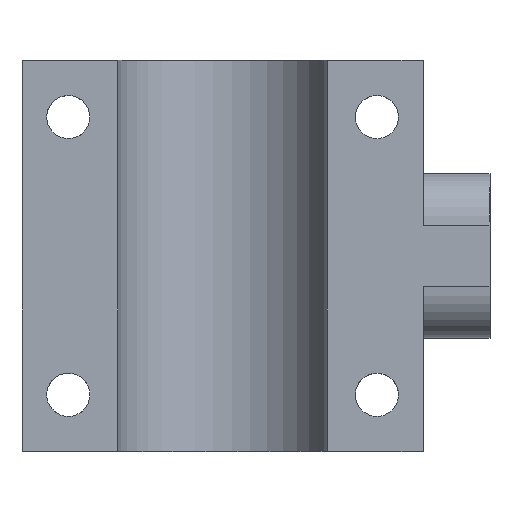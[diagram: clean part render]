
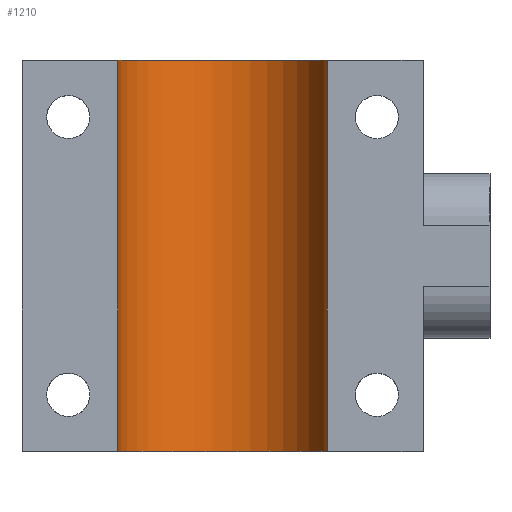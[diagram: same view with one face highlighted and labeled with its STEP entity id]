
A CAD part, top view. The second image highlights one B-rep face of the part: STEP entity #1210.
In plain terms, the highlighted cylindrical face has radius 10.25 mm (diameter 20.5 mm), a partial arc.
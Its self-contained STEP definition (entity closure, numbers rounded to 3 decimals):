
#32 = PLANE('',#33);
#33 = AXIS2_PLACEMENT_3D('',#34,#35,#36);
#34 = CARTESIAN_POINT('',(26.,0.,-1.));
#35 = DIRECTION('',(0.,0.,-1.));
#36 = DIRECTION('',(-1.,0.,0.));
#136 = VERTEX_POINT('',#137);
#137 = CARTESIAN_POINT('',(10.201,-38.,-1.));
#151 = PLANE('',#152);
#152 = AXIS2_PLACEMENT_3D('',#153,#154,#155);
#153 = CARTESIAN_POINT('',(5.884,-38.,-8.582));
#154 = DIRECTION('',(0.,-1.,0.));
#155 = DIRECTION('',(0.,0.,-1.));
#163 = EDGE_CURVE('',#164,#136,#166,.T.);
#164 = VERTEX_POINT('',#165);
#165 = CARTESIAN_POINT('',(10.201,0.,-1.));
#166 = SURFACE_CURVE('',#167,(#171,#178),.PCURVE_S1.);
#167 = LINE('',#168,#169);
#168 = CARTESIAN_POINT('',(10.201,0.,-1.));
#169 = VECTOR('',#170,1.);
#170 = DIRECTION('',(0.,-1.,0.));
#171 = PCURVE('',#32,#172);
#172 = DEFINITIONAL_REPRESENTATION('',(#173),#177);
#173 = LINE('',#174,#175);
#174 = CARTESIAN_POINT('',(15.799,0.));
#175 = VECTOR('',#176,1.);
#176 = DIRECTION('',(0.,-1.));
#177 = ( GEOMETRIC_REPRESENTATION_CONTEXT(2) 
PARAMETRIC_REPRESENTATION_CONTEXT() REPRESENTATION_CONTEXT('2D SPACE',''
  ) );
#178 = PCURVE('',#179,#184);
#179 = CYLINDRICAL_SURFACE('',#180,10.25);
#180 = AXIS2_PLACEMENT_3D('',#181,#182,#183);
#181 = CARTESIAN_POINT('',(0.,0.,0.)
  );
#182 = DIRECTION('',(0.,1.,0.));
#183 = DIRECTION('',(0.,0.,-1.));
#184 = DEFINITIONAL_REPRESENTATION('',(#185),#189);
#185 = LINE('',#186,#187);
#186 = CARTESIAN_POINT('',(-7.756,0.));
#187 = VECTOR('',#188,1.);
#188 = DIRECTION('',(-0.,-1.));
#189 = ( GEOMETRIC_REPRESENTATION_CONTEXT(2) 
PARAMETRIC_REPRESENTATION_CONTEXT() REPRESENTATION_CONTEXT('2D SPACE',''
  ) );
#207 = PLANE('',#208);
#208 = AXIS2_PLACEMENT_3D('',#209,#210,#211);
#209 = CARTESIAN_POINT('',(5.884,0.,
    -8.582));
#210 = DIRECTION('',(0.,-1.,0.));
#211 = DIRECTION('',(0.,0.,-1.));
#908 = EDGE_CURVE('',#909,#164,#911,.T.);
#909 = VERTEX_POINT('',#910);
#910 = CARTESIAN_POINT('',(-10.201,0.,-1.));
#911 = SURFACE_CURVE('',#912,(#917,#924),.PCURVE_S1.);
#912 = CIRCLE('',#913,10.25);
#913 = AXIS2_PLACEMENT_3D('',#914,#915,#916);
#914 = CARTESIAN_POINT('',(0.,0.,0.)
  );
#915 = DIRECTION('',(0.,-1.,0.));
#916 = DIRECTION('',(0.,0.,-1.));
#917 = PCURVE('',#207,#918);
#918 = DEFINITIONAL_REPRESENTATION('',(#919),#923);
#919 = CIRCLE('',#920,10.25);
#920 = AXIS2_PLACEMENT_2D('',#921,#922);
#921 = CARTESIAN_POINT('',(-8.582,-5.884));
#922 = DIRECTION('',(1.,0.));
#923 = ( GEOMETRIC_REPRESENTATION_CONTEXT(2) 
PARAMETRIC_REPRESENTATION_CONTEXT() REPRESENTATION_CONTEXT('2D SPACE',''
  ) );
#924 = PCURVE('',#179,#925);
#925 = DEFINITIONAL_REPRESENTATION('',(#926),#930);
#926 = LINE('',#927,#928);
#927 = CARTESIAN_POINT('',(-0.,0.));
#928 = VECTOR('',#929,1.);
#929 = DIRECTION('',(-1.,0.));
#930 = ( GEOMETRIC_REPRESENTATION_CONTEXT(2) 
PARAMETRIC_REPRESENTATION_CONTEXT() REPRESENTATION_CONTEXT('2D SPACE',''
  ) );
#948 = PLANE('',#949);
#949 = AXIS2_PLACEMENT_3D('',#950,#951,#952);
#950 = CARTESIAN_POINT('',(-10.201,0.,-1.));
#951 = DIRECTION('',(0.,0.,-1.));
#952 = DIRECTION('',(-1.,0.,0.));
#1071 = EDGE_CURVE('',#1072,#136,#1074,.T.);
#1072 = VERTEX_POINT('',#1073);
#1073 = CARTESIAN_POINT('',(-10.201,-38.,-1.));
#1074 = SURFACE_CURVE('',#1075,(#1080,#1087),.PCURVE_S1.);
#1075 = CIRCLE('',#1076,10.25);
#1076 = AXIS2_PLACEMENT_3D('',#1077,#1078,#1079);
#1077 = CARTESIAN_POINT('',(0.,-38.,0.)
  );
#1078 = DIRECTION('',(0.,-1.,0.));
#1079 = DIRECTION('',(0.,0.,-1.));
#1080 = PCURVE('',#151,#1081);
#1081 = DEFINITIONAL_REPRESENTATION('',(#1082),#1086);
#1082 = CIRCLE('',#1083,10.25);
#1083 = AXIS2_PLACEMENT_2D('',#1084,#1085);
#1084 = CARTESIAN_POINT('',(-8.582,-5.884));
#1085 = DIRECTION('',(1.,0.));
#1086 = ( GEOMETRIC_REPRESENTATION_CONTEXT(2) 
PARAMETRIC_REPRESENTATION_CONTEXT() REPRESENTATION_CONTEXT('2D SPACE',''
  ) );
#1087 = PCURVE('',#179,#1088);
#1088 = DEFINITIONAL_REPRESENTATION('',(#1089),#1093);
#1089 = LINE('',#1090,#1091);
#1090 = CARTESIAN_POINT('',(-0.,-38.));
#1091 = VECTOR('',#1092,1.);
#1092 = DIRECTION('',(-1.,0.));
#1093 = ( GEOMETRIC_REPRESENTATION_CONTEXT(2) 
PARAMETRIC_REPRESENTATION_CONTEXT() REPRESENTATION_CONTEXT('2D SPACE',''
  ) );
#1210 = ADVANCED_FACE('',(#1211),#179,.F.);
#1211 = FACE_BOUND('',#1212,.T.);
#1212 = EDGE_LOOP('',(#1213,#1234,#1235,#1236));
#1213 = ORIENTED_EDGE('',*,*,#1214,.T.);
#1214 = EDGE_CURVE('',#909,#1072,#1215,.T.);
#1215 = SURFACE_CURVE('',#1216,(#1220,#1227),.PCURVE_S1.);
#1216 = LINE('',#1217,#1218);
#1217 = CARTESIAN_POINT('',(-10.201,0.,-1.));
#1218 = VECTOR('',#1219,1.);
#1219 = DIRECTION('',(0.,-1.,0.));
#1220 = PCURVE('',#179,#1221);
#1221 = DEFINITIONAL_REPRESENTATION('',(#1222),#1226);
#1222 = LINE('',#1223,#1224);
#1223 = CARTESIAN_POINT('',(-4.81,0.));
#1224 = VECTOR('',#1225,1.);
#1225 = DIRECTION('',(-0.,-1.));
#1226 = ( GEOMETRIC_REPRESENTATION_CONTEXT(2) 
PARAMETRIC_REPRESENTATION_CONTEXT() REPRESENTATION_CONTEXT('2D SPACE',''
  ) );
#1227 = PCURVE('',#948,#1228);
#1228 = DEFINITIONAL_REPRESENTATION('',(#1229),#1233);
#1229 = LINE('',#1230,#1231);
#1230 = CARTESIAN_POINT('',(0.,0.));
#1231 = VECTOR('',#1232,1.);
#1232 = DIRECTION('',(0.,-1.));
#1233 = ( GEOMETRIC_REPRESENTATION_CONTEXT(2) 
PARAMETRIC_REPRESENTATION_CONTEXT() REPRESENTATION_CONTEXT('2D SPACE',''
  ) );
#1234 = ORIENTED_EDGE('',*,*,#1071,.T.);
#1235 = ORIENTED_EDGE('',*,*,#163,.F.);
#1236 = ORIENTED_EDGE('',*,*,#908,.F.);
